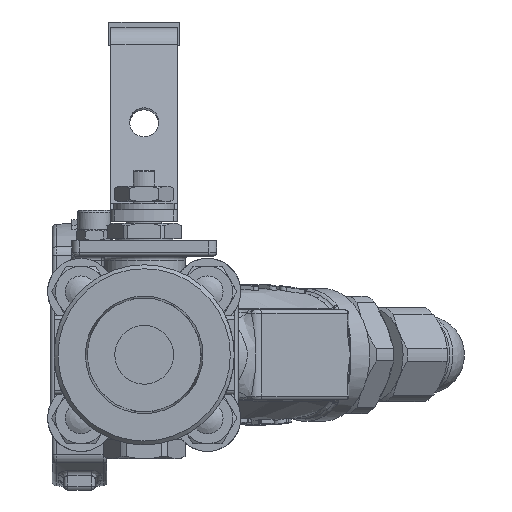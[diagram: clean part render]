
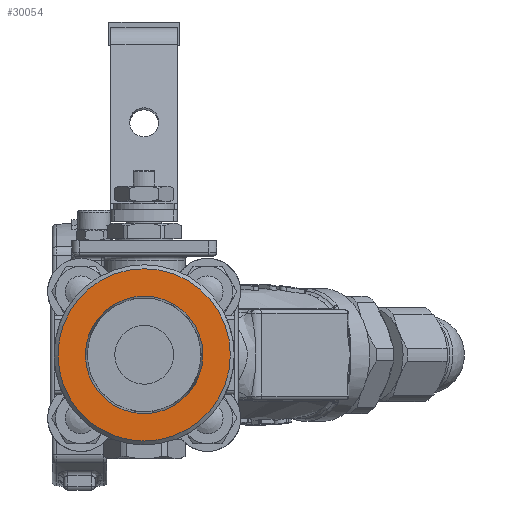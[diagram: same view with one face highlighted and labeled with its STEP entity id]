
A CAD part, left-side view. The second image highlights one B-rep face of the part: STEP entity #30054.
In plain terms, the highlighted planar face has unit normal (-1, 0, 0).
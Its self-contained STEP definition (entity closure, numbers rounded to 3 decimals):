
#2891=FACE_BOUND('',#7226,.T.);
#3549=PLANE('',#33301);
#5280=FACE_OUTER_BOUND('',#7225,.T.);
#7225=EDGE_LOOP('',(#27351));
#7226=EDGE_LOOP('',(#27352));
#11558=CIRCLE('',#33300,15.003);
#11559=CIRCLE('',#33302,22.);
#14312=VERTEX_POINT('',#64480);
#14313=VERTEX_POINT('',#64484);
#18676=EDGE_CURVE('',#14312,#14312,#11558,.T.);
#18678=EDGE_CURVE('',#14313,#14313,#11559,.T.);
#27351=ORIENTED_EDGE('',*,*,#18678,.F.);
#27352=ORIENTED_EDGE('',*,*,#18676,.T.);
#30054=ADVANCED_FACE('',(#5280,#2891),#3549,.T.);
#33300=AXIS2_PLACEMENT_3D('',#64481,#41083,#41084);
#33301=AXIS2_PLACEMENT_3D('',#64483,#41086,#41087);
#33302=AXIS2_PLACEMENT_3D('',#64485,#41088,#41089);
#41083=DIRECTION('center_axis',(1.,0.,0.));
#41084=DIRECTION('ref_axis',(0.,-1.,0.));
#41086=DIRECTION('center_axis',(-1.,0.,0.));
#41087=DIRECTION('ref_axis',(0.,-1.,0.));
#41088=DIRECTION('center_axis',(1.,0.,0.));
#41089=DIRECTION('ref_axis',(0.,1.,0.));
#64480=CARTESIAN_POINT('',(-135.036,33.836,-1.517));
#64481=CARTESIAN_POINT('Origin',(-135.036,18.833,-1.517));
#64483=CARTESIAN_POINT('Origin',(-135.036,18.833,-1.517));
#64484=CARTESIAN_POINT('',(-135.036,-3.167,-1.517));
#64485=CARTESIAN_POINT('Origin',(-135.036,18.833,-1.517));
